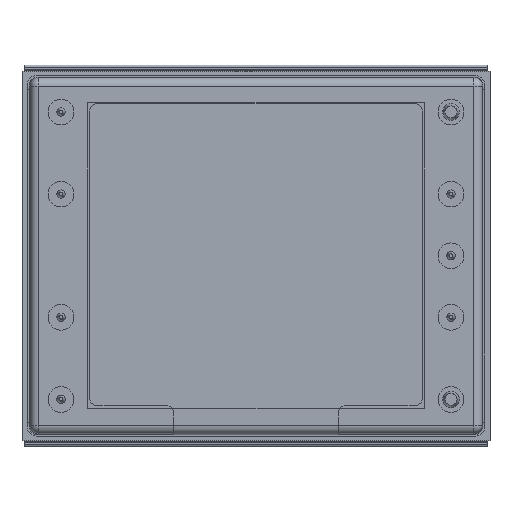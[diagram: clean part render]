
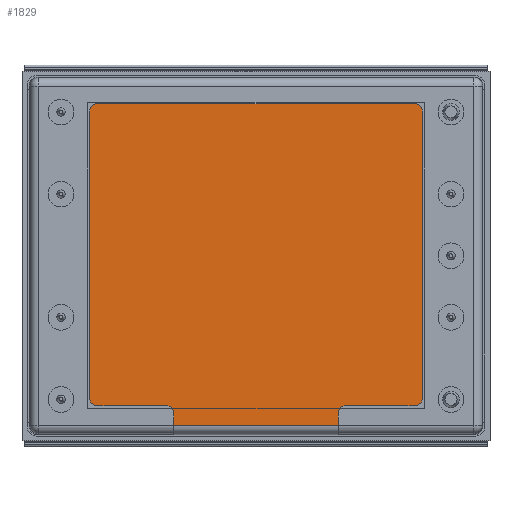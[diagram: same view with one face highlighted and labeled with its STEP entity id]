
A CAD part, top view. The second image highlights one B-rep face of the part: STEP entity #1829.
In plain terms, the highlighted planar face has unit normal (0, 0, 1).
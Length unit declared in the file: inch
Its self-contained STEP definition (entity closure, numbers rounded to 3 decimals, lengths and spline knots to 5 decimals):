
#1134 = VERTEX_POINT ( 'NONE', #5778 ) ;
#1390 = EDGE_CURVE ( 'NONE', #1703, #1769, #6730, .T. ) ;
#1701 = VERTEX_POINT ( 'NONE', #7862 ) ;
#1703 = VERTEX_POINT ( 'NONE', #7896 ) ;
#1705 = VERTEX_POINT ( 'NONE', #7906 ) ;
#1732 = EDGE_CURVE ( 'NONE', #1746, #1806, #7960, .T. ) ;
#1734 = EDGE_CURVE ( 'NONE', #1736, #1746, #7964, .T. ) ;
#1736 = VERTEX_POINT ( 'NONE', #7976 ) ;
#1738 = EDGE_CURVE ( 'NONE', #1757, #1701, #8012, .T. ) ;
#1746 = VERTEX_POINT ( 'NONE', #8034 ) ;
#1757 = VERTEX_POINT ( 'NONE', #8063 ) ;
#1761 = EDGE_CURVE ( 'NONE', #1701, #1703, #8022, .T. ) ;
#1769 = VERTEX_POINT ( 'NONE', #8128 ) ;
#1775 = EDGE_CURVE ( 'NONE', #1797, #1788, #8132, .T. ) ;
#1779 = EDGE_CURVE ( 'NONE', #1799, #1736, #8185, .T. ) ;
#1788 = VERTEX_POINT ( 'NONE', #8210 ) ;
#1797 = VERTEX_POINT ( 'NONE', #8233 ) ;
#1799 = VERTEX_POINT ( 'NONE', #8229 ) ;
#1806 = VERTEX_POINT ( 'NONE', #8273 ) ;
#1815 = ORIENTED_EDGE ( 'NONE', *, *, #1850, .T. ) ;
#1816 = EDGE_CURVE ( 'NONE', #1788, #1799, #8294, .T. ) ;
#1817 = ORIENTED_EDGE ( 'NONE', *, *, #1775, .T. ) ;
#1818 = ORIENTED_EDGE ( 'NONE', *, *, #1821, .T. ) ;
#1819 = ORIENTED_EDGE ( 'NONE', *, *, #1734, .T. ) ;
#1820 = ORIENTED_EDGE ( 'NONE', *, *, #1779, .T. ) ;
#1821 = EDGE_CURVE ( 'NONE', #1806, #1757, #8308, .T. ) ;
#1822 = ORIENTED_EDGE ( 'NONE', *, *, #1732, .T. ) ;
#1823 = ORIENTED_EDGE ( 'NONE', *, *, #1885, .T. ) ;
#1824 = ORIENTED_EDGE ( 'NONE', *, *, #1761, .T. ) ;
#1826 = VERTEX_POINT ( 'NONE', #8301 ) ;
#1829 = ADVANCED_FACE ( 'NONE', ( #8304 ), #8313, .T. ) ;
#1830 = ORIENTED_EDGE ( 'NONE', *, *, #1832, .T. ) ;
#1831 = ORIENTED_EDGE ( 'NONE', *, *, #1843, .F. ) ;
#1832 = EDGE_CURVE ( 'NONE', #1826, #1838, #8312, .T. ) ;
#1833 = ORIENTED_EDGE ( 'NONE', *, *, #1816, .T. ) ;
#1834 = ORIENTED_EDGE ( 'NONE', *, *, #1837, .T. ) ;
#1837 = EDGE_CURVE ( 'NONE', #1134, #1797, #8381, .T. ) ;
#1838 = VERTEX_POINT ( 'NONE', #8355 ) ;
#1843 = EDGE_CURVE ( 'NONE', #1826, #1705, #8376, .T. ) ;
#1850 = EDGE_CURVE ( 'NONE', #1838, #1134, #8416, .T. ) ;
#1851 = EDGE_LOOP ( 'NONE', ( #1831, #1830, #1815, #1834, #1817, #1833, #1820, #1819, #1822, #1818, #1883, #1824, #1886, #1823 ) ) ;
#1883 = ORIENTED_EDGE ( 'NONE', *, *, #1738, .T. ) ;
#1885 = EDGE_CURVE ( 'NONE', #1769, #1705, #8529, .T. ) ;
#1886 = ORIENTED_EDGE ( 'NONE', *, *, #1390, .T. ) ;
#5778 = CARTESIAN_POINT ( 'NONE',  ( 0.1797, -0.57935, 0.80043 ) ) ;
#6730 = CIRCLE ( 'NONE', #6833, 0.035 ) ;
#6748 = CARTESIAN_POINT ( 'NONE',  ( -0.6903, -0.61435, 0.80043 ) ) ;
#6831 = DIRECTION ( 'NONE',  ( 1., 0., 0. ) ) ;
#6832 = DIRECTION ( 'NONE',  ( 0., 0., -1. ) ) ;
#6833 = AXIS2_PLACEMENT_3D ( 'NONE', #6748, #6832, #6831 ) ;
#7862 = CARTESIAN_POINT ( 'NONE',  ( -1.0303, -0.57935, 0.80043 ) ) ;
#7896 = CARTESIAN_POINT ( 'NONE',  ( -0.6903, -0.57935, 0.80043 ) ) ;
#7906 = CARTESIAN_POINT ( 'NONE',  ( -0.6553, -0.67597, 0.80043 ) ) ;
#7946 = CARTESIAN_POINT ( 'NONE',  ( -1.0303, 0.85565, 0.80043 ) ) ;
#7960 = CIRCLE ( 'NONE', #7979, 0.035 ) ;
#7961 = AXIS2_PLACEMENT_3D ( 'NONE', #8007, #8004, #8003 ) ;
#7964 = LINE ( 'NONE', #8011, #8010 ) ;
#7972 = DIRECTION ( 'NONE',  ( 0., 0., 1. ) ) ;
#7976 = CARTESIAN_POINT ( 'NONE',  ( 0.5197, 0.89065, 0.80043 ) ) ;
#7979 = AXIS2_PLACEMENT_3D ( 'NONE', #7946, #7972, #8013 ) ;
#8003 = DIRECTION ( 'NONE',  ( -1., 0., 0. ) ) ;
#8004 = DIRECTION ( 'NONE',  ( 0., 0., 1. ) ) ;
#8007 = CARTESIAN_POINT ( 'NONE',  ( -1.0303, -0.54435, 0.80043 ) ) ;
#8009 = DIRECTION ( 'NONE',  ( -1., 0., 0. ) ) ;
#8010 = VECTOR ( 'NONE', #8009, 39.37008 ) ;
#8011 = CARTESIAN_POINT ( 'NONE',  ( -1.0303, 0.89065, 0.80043 ) ) ;
#8012 = CIRCLE ( 'NONE', #7961, 0.035 ) ;
#8013 = DIRECTION ( 'NONE',  ( -1., 0., 0. ) ) ;
#8022 = LINE ( 'NONE', #8029, #8100 ) ;
#8029 = CARTESIAN_POINT ( 'NONE',  ( -1.0303, -0.57935, 0.80043 ) ) ;
#8034 = CARTESIAN_POINT ( 'NONE',  ( -1.0303, 0.89065, 0.80043 ) ) ;
#8063 = CARTESIAN_POINT ( 'NONE',  ( -1.0653, -0.54435, 0.80043 ) ) ;
#8099 = DIRECTION ( 'NONE',  ( 1., 0., 0. ) ) ;
#8100 = VECTOR ( 'NONE', #8099, 39.37008 ) ;
#8106 = DIRECTION ( 'NONE',  ( 1., 0., 0. ) ) ;
#8107 = DIRECTION ( 'NONE',  ( 0., 0., 1. ) ) ;
#8108 = AXIS2_PLACEMENT_3D ( 'NONE', #8118, #8107, #8106 ) ;
#8118 = CARTESIAN_POINT ( 'NONE',  ( 0.5197, -0.54435, 0.80043 ) ) ;
#8128 = CARTESIAN_POINT ( 'NONE',  ( -0.6553, -0.61435, 0.80043 ) ) ;
#8132 = CIRCLE ( 'NONE', #8108, 0.035 ) ;
#8181 = DIRECTION ( 'NONE',  ( -1., 0., 0. ) ) ;
#8182 = DIRECTION ( 'NONE',  ( 0., 0., 1. ) ) ;
#8183 = CARTESIAN_POINT ( 'NONE',  ( 0.5197, 0.85565, 0.80043 ) ) ;
#8184 = AXIS2_PLACEMENT_3D ( 'NONE', #8183, #8182, #8181 ) ;
#8185 = CIRCLE ( 'NONE', #8184, 0.035 ) ;
#8210 = CARTESIAN_POINT ( 'NONE',  ( 0.5547, -0.54435, 0.80043 ) ) ;
#8229 = CARTESIAN_POINT ( 'NONE',  ( 0.5547, 0.85565, 0.80043 ) ) ;
#8233 = CARTESIAN_POINT ( 'NONE',  ( 0.5197, -0.57935, 0.80043 ) ) ;
#8273 = CARTESIAN_POINT ( 'NONE',  ( -1.0653, 0.85565, 0.80043 ) ) ;
#8293 = CARTESIAN_POINT ( 'NONE',  ( 0.5547, -0.54435, 0.80043 ) ) ;
#8294 = LINE ( 'NONE', #8293, #8310 ) ;
#8299 = AXIS2_PLACEMENT_3D ( 'NONE', #8341, #8340, #8339 ) ;
#8300 = DIRECTION ( 'NONE',  ( 0., -1., 0. ) ) ;
#8301 = CARTESIAN_POINT ( 'NONE',  ( 0.1447, -0.67597, 0.80043 ) ) ;
#8304 = FACE_OUTER_BOUND ( 'NONE', #1851, .T. ) ;
#8307 = CARTESIAN_POINT ( 'NONE',  ( -1.0653, -0.54435, 0.80043 ) ) ;
#8308 = LINE ( 'NONE', #8307, #8329 ) ;
#8309 = DIRECTION ( 'NONE',  ( 0., 1., 0. ) ) ;
#8310 = VECTOR ( 'NONE', #8309, 39.37008 ) ;
#8311 = CARTESIAN_POINT ( 'NONE',  ( 0.1447, -0.94435, 0.80043 ) ) ;
#8312 = LINE ( 'NONE', #8311, #8333 ) ;
#8313 = PLANE ( 'NONE',  #8299 ) ;
#8329 = VECTOR ( 'NONE', #8300, 39.37008 ) ;
#8332 = DIRECTION ( 'NONE',  ( 0., 1., 0. ) ) ;
#8333 = VECTOR ( 'NONE', #8332, 39.37008 ) ;
#8335 = CARTESIAN_POINT ( 'NONE',  ( 0.5197, -0.67597, 0.80043 ) ) ;
#8339 = DIRECTION ( 'NONE',  ( 1., 0., 0. ) ) ;
#8340 = DIRECTION ( 'NONE',  ( 0., 0., 1. ) ) ;
#8341 = CARTESIAN_POINT ( 'NONE',  ( 0.5197, -0.54435, 0.80043 ) ) ;
#8355 = CARTESIAN_POINT ( 'NONE',  ( 0.1447, -0.61435, 0.80043 ) ) ;
#8373 = DIRECTION ( 'NONE',  ( -1., 0., 0. ) ) ;
#8374 = VECTOR ( 'NONE', #8373, 39.37008 ) ;
#8376 = LINE ( 'NONE', #8335, #8374 ) ;
#8378 = DIRECTION ( 'NONE',  ( 1., 0., 0. ) ) ;
#8379 = VECTOR ( 'NONE', #8378, 39.37008 ) ;
#8380 = CARTESIAN_POINT ( 'NONE',  ( 0.1797, -0.57935, 0.80043 ) ) ;
#8381 = LINE ( 'NONE', #8380, #8379 ) ;
#8404 = DIRECTION ( 'NONE',  ( -1., 0., 0. ) ) ;
#8413 = CARTESIAN_POINT ( 'NONE',  ( 0.1797, -0.61435, 0.80043 ) ) ;
#8416 = CIRCLE ( 'NONE', #8418, 0.035 ) ;
#8417 = DIRECTION ( 'NONE',  ( 0., 0., -1. ) ) ;
#8418 = AXIS2_PLACEMENT_3D ( 'NONE', #8413, #8417, #8404 ) ;
#8518 = VECTOR ( 'NONE', #8527, 39.37008 ) ;
#8527 = DIRECTION ( 'NONE',  ( 0., -1., 0. ) ) ;
#8528 = CARTESIAN_POINT ( 'NONE',  ( -0.6553, -0.61435, 0.80043 ) ) ;
#8529 = LINE ( 'NONE', #8528, #8518 ) ;
